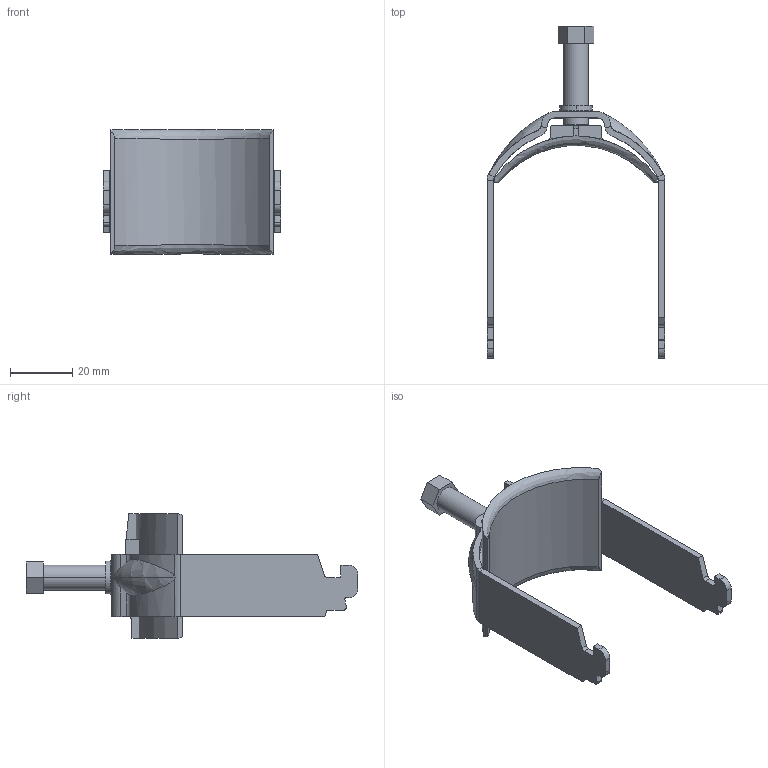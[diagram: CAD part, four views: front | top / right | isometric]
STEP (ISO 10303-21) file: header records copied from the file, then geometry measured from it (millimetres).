
FILE_DESCRIPTION (( 'STEP AP214' ), '1' );
FILE_NAME ('1163523.stp', '2017-03-28T09:55:18', ( '' ), ( '' ), 'SwSTEP 2.0', 'SolidWorks 2016', '' );
FILE_SCHEMA (( 'AUTOMOTIVE_DESIGN' ));
Length unit declared in the file: millimetre
Products named in the file (5): EB104-09-02_Standard; EB104-00-04_Standard; EB104-00-03_Druckschraube - M8 x 26; EB305-09-01_Standard; 1163523
Assembly tree (4 placements, depth 2):
  1163523
    EB305-09-01_Standard
    EB104-00-03_Druckschraube - M8 x 26
    EB104-00-04_Standard
    EB104-09-02_Standard
Bounding box: 57 x 106.5 x 40 mm (x, y, z)
Volume: 15869 mm3; surface area: 15711.4 mm2
Topology: 4 solids, 4 shells, 238 faces, 606 edges, 381 vertices
Faces by surface type: plane 155, cylinder 59, torus 14, cone 8, bspline 2
Entity records: 7932 total; most frequent: CARTESIAN_POINT 2045, ORIENTED_EDGE 1208, DIRECTION 1156, EDGE_CURVE 604, LINE 400, VECTOR 400, VERTEX_POINT 381, AXIS2_PLACEMENT_3D 378
